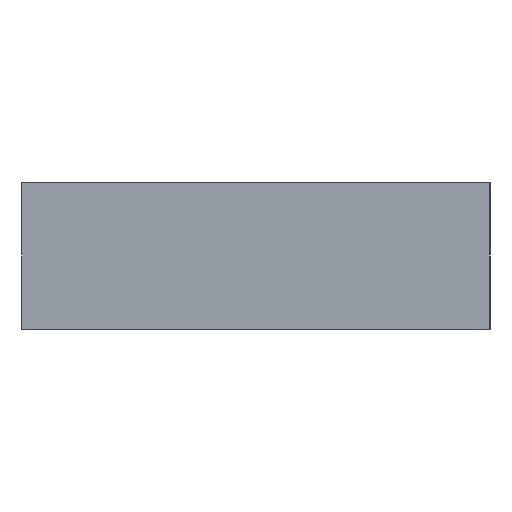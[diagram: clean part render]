
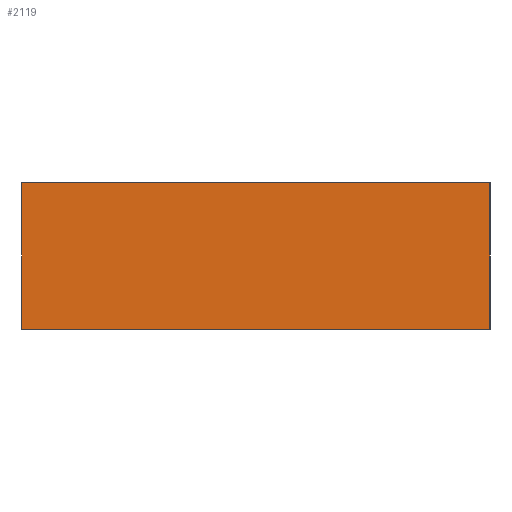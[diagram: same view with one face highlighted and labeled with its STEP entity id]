
A CAD part, left-side view. The second image highlights one B-rep face of the part: STEP entity #2119.
In plain terms, the highlighted planar face has unit normal (-1, 0, 0).
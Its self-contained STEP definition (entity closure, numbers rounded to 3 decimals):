
#697 = PLANE('',#698);
#698 = AXIS2_PLACEMENT_3D('',#699,#700,#701);
#699 = CARTESIAN_POINT('',(0.,0.,25.));
#700 = DIRECTION('',(0.,0.,1.));
#701 = DIRECTION('',(1.,0.,0.));
#1227 = PLANE('',#1228);
#1228 = AXIS2_PLACEMENT_3D('',#1229,#1230,#1231);
#1229 = CARTESIAN_POINT('',(0.,0.,0.));
#1230 = DIRECTION('',(0.,0.,1.));
#1231 = DIRECTION('',(1.,0.,0.));
#1608 = EDGE_CURVE('',#1609,#1611,#1613,.T.);
#1609 = VERTEX_POINT('',#1610);
#1610 = CARTESIAN_POINT('',(-75.,-40.,25.));
#1611 = VERTEX_POINT('',#1612);
#1612 = CARTESIAN_POINT('',(-75.,40.,25.));
#1613 = SURFACE_CURVE('',#1614,(#1618,#1625),.PCURVE_S1.);
#1614 = LINE('',#1615,#1616);
#1615 = CARTESIAN_POINT('',(-75.,0.,25.));
#1616 = VECTOR('',#1617,1.);
#1617 = DIRECTION('',(0.,1.,0.));
#1618 = PCURVE('',#697,#1619);
#1619 = DEFINITIONAL_REPRESENTATION('',(#1620),#1624);
#1620 = LINE('',#1621,#1622);
#1621 = CARTESIAN_POINT('',(-75.,0.));
#1622 = VECTOR('',#1623,1.);
#1623 = DIRECTION('',(0.,1.));
#1624 = ( GEOMETRIC_REPRESENTATION_CONTEXT(2) 
PARAMETRIC_REPRESENTATION_CONTEXT() REPRESENTATION_CONTEXT('2D SPACE',''
  ) );
#1625 = PCURVE('',#1626,#1631);
#1626 = PLANE('',#1627);
#1627 = AXIS2_PLACEMENT_3D('',#1628,#1629,#1630);
#1628 = CARTESIAN_POINT('',(-75.,-40.,0.));
#1629 = DIRECTION('',(-1.,0.,0.));
#1630 = DIRECTION('',(0.,1.,0.));
#1631 = DEFINITIONAL_REPRESENTATION('',(#1632),#1636);
#1632 = LINE('',#1633,#1634);
#1633 = CARTESIAN_POINT('',(40.,-25.));
#1634 = VECTOR('',#1635,1.);
#1635 = DIRECTION('',(1.,0.));
#1636 = ( GEOMETRIC_REPRESENTATION_CONTEXT(2) 
PARAMETRIC_REPRESENTATION_CONTEXT() REPRESENTATION_CONTEXT('2D SPACE',''
  ) );
#1654 = PLANE('',#1655);
#1655 = AXIS2_PLACEMENT_3D('',#1656,#1657,#1658);
#1656 = CARTESIAN_POINT('',(-75.,-40.,0.));
#1657 = DIRECTION('',(0.,1.,0.));
#1658 = DIRECTION('',(1.,0.,0.));
#1708 = PLANE('',#1709);
#1709 = AXIS2_PLACEMENT_3D('',#1710,#1711,#1712);
#1710 = CARTESIAN_POINT('',(-75.,40.,0.));
#1711 = DIRECTION('',(0.,1.,0.));
#1712 = DIRECTION('',(1.,0.,0.));
#1939 = EDGE_CURVE('',#1940,#1942,#1944,.T.);
#1940 = VERTEX_POINT('',#1941);
#1941 = CARTESIAN_POINT('',(-75.,-40.,0.));
#1942 = VERTEX_POINT('',#1943);
#1943 = CARTESIAN_POINT('',(-75.,40.,0.));
#1944 = SURFACE_CURVE('',#1945,(#1949,#1956),.PCURVE_S1.);
#1945 = LINE('',#1946,#1947);
#1946 = CARTESIAN_POINT('',(-75.,0.,0.));
#1947 = VECTOR('',#1948,1.);
#1948 = DIRECTION('',(0.,1.,0.));
#1949 = PCURVE('',#1227,#1950);
#1950 = DEFINITIONAL_REPRESENTATION('',(#1951),#1955);
#1951 = LINE('',#1952,#1953);
#1952 = CARTESIAN_POINT('',(-75.,0.));
#1953 = VECTOR('',#1954,1.);
#1954 = DIRECTION('',(0.,1.));
#1955 = ( GEOMETRIC_REPRESENTATION_CONTEXT(2) 
PARAMETRIC_REPRESENTATION_CONTEXT() REPRESENTATION_CONTEXT('2D SPACE',''
  ) );
#1956 = PCURVE('',#1626,#1957);
#1957 = DEFINITIONAL_REPRESENTATION('',(#1958),#1962);
#1958 = LINE('',#1959,#1960);
#1959 = CARTESIAN_POINT('',(40.,0.));
#1960 = VECTOR('',#1961,1.);
#1961 = DIRECTION('',(1.,0.));
#1962 = ( GEOMETRIC_REPRESENTATION_CONTEXT(2) 
PARAMETRIC_REPRESENTATION_CONTEXT() REPRESENTATION_CONTEXT('2D SPACE',''
  ) );
#2119 = ADVANCED_FACE('',(#2120),#1626,.T.);
#2120 = FACE_BOUND('',#2121,.T.);
#2121 = EDGE_LOOP('',(#2122,#2123,#2144,#2145));
#2122 = ORIENTED_EDGE('',*,*,#1939,.F.);
#2123 = ORIENTED_EDGE('',*,*,#2124,.T.);
#2124 = EDGE_CURVE('',#1940,#1609,#2125,.T.);
#2125 = SURFACE_CURVE('',#2126,(#2130,#2137),.PCURVE_S1.);
#2126 = LINE('',#2127,#2128);
#2127 = CARTESIAN_POINT('',(-75.,-40.,0.));
#2128 = VECTOR('',#2129,1.);
#2129 = DIRECTION('',(0.,0.,1.));
#2130 = PCURVE('',#1626,#2131);
#2131 = DEFINITIONAL_REPRESENTATION('',(#2132),#2136);
#2132 = LINE('',#2133,#2134);
#2133 = CARTESIAN_POINT('',(0.,0.));
#2134 = VECTOR('',#2135,1.);
#2135 = DIRECTION('',(0.,-1.));
#2136 = ( GEOMETRIC_REPRESENTATION_CONTEXT(2) 
PARAMETRIC_REPRESENTATION_CONTEXT() REPRESENTATION_CONTEXT('2D SPACE',''
  ) );
#2137 = PCURVE('',#1654,#2138);
#2138 = DEFINITIONAL_REPRESENTATION('',(#2139),#2143);
#2139 = LINE('',#2140,#2141);
#2140 = CARTESIAN_POINT('',(0.,0.));
#2141 = VECTOR('',#2142,1.);
#2142 = DIRECTION('',(0.,-1.));
#2143 = ( GEOMETRIC_REPRESENTATION_CONTEXT(2) 
PARAMETRIC_REPRESENTATION_CONTEXT() REPRESENTATION_CONTEXT('2D SPACE',''
  ) );
#2144 = ORIENTED_EDGE('',*,*,#1608,.T.);
#2145 = ORIENTED_EDGE('',*,*,#2146,.T.);
#2146 = EDGE_CURVE('',#1611,#1942,#2147,.T.);
#2147 = SURFACE_CURVE('',#2148,(#2152,#2159),.PCURVE_S1.);
#2148 = LINE('',#2149,#2150);
#2149 = CARTESIAN_POINT('',(-75.,40.,25.));
#2150 = VECTOR('',#2151,1.);
#2151 = DIRECTION('',(0.,0.,-1.));
#2152 = PCURVE('',#1626,#2153);
#2153 = DEFINITIONAL_REPRESENTATION('',(#2154),#2158);
#2154 = LINE('',#2155,#2156);
#2155 = CARTESIAN_POINT('',(80.,-25.));
#2156 = VECTOR('',#2157,1.);
#2157 = DIRECTION('',(0.,1.));
#2158 = ( GEOMETRIC_REPRESENTATION_CONTEXT(2) 
PARAMETRIC_REPRESENTATION_CONTEXT() REPRESENTATION_CONTEXT('2D SPACE',''
  ) );
#2159 = PCURVE('',#1708,#2160);
#2160 = DEFINITIONAL_REPRESENTATION('',(#2161),#2165);
#2161 = LINE('',#2162,#2163);
#2162 = CARTESIAN_POINT('',(0.,-25.));
#2163 = VECTOR('',#2164,1.);
#2164 = DIRECTION('',(0.,1.));
#2165 = ( GEOMETRIC_REPRESENTATION_CONTEXT(2) 
PARAMETRIC_REPRESENTATION_CONTEXT() REPRESENTATION_CONTEXT('2D SPACE',''
  ) );
